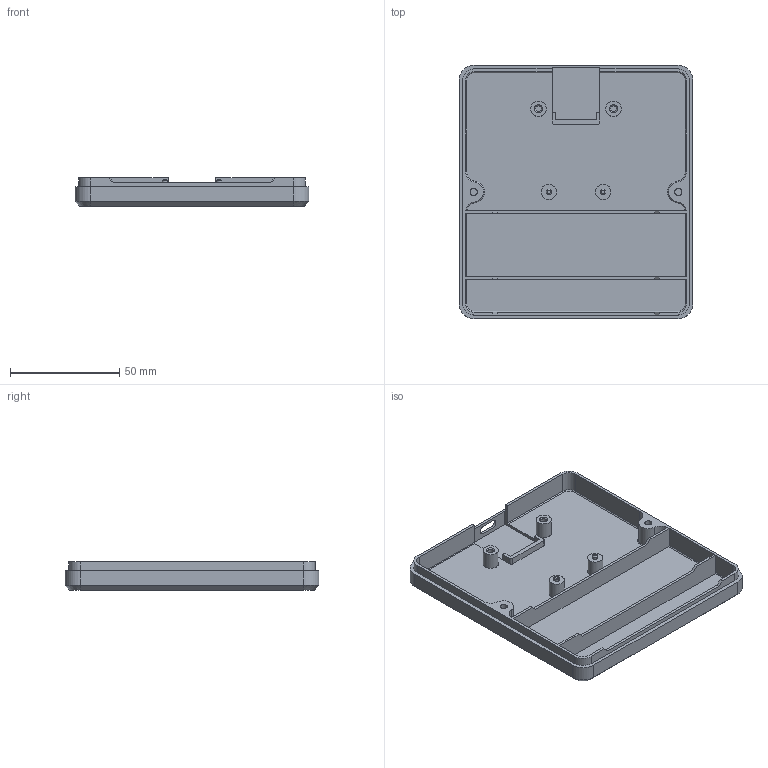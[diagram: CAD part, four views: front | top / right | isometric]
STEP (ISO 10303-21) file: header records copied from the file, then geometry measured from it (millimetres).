
FILE_DESCRIPTION(/* description */ (''),/* implementation_level */ '2;1');
FILE_NAME(/* name */ 'PlayerBottom - Exact.stp',/* time_stamp */ '2025-07-24T13:31:23-06:00',/* author */ (''),/* organization */ (''),/* preprocessor_version */ 'ST-DEVELOPER v20',/* originating_system */ 'SIEMENS PLM Software NX2412.4001',/* authorisation */ '');
FILE_SCHEMA (('AUTOMOTIVE_DESIGN { 1 0 10303 214 3 1 1 1 }'));
Length unit declared in the file: millimetre
Products named in the file (1): PlayerBottom
Bounding box: 107 x 116 x 13 mm (x, y, z)
Volume: 48568.5 mm3; surface area: 38814.4 mm2
Topology: 1 solids, 1 shells, 164 faces, 417 edges, 270 vertices
Faces by surface type: plane 88, cylinder 58, cone 18
Full cylindrical faces by diameter (mm): 2.5 x2, 2.7 x2, 3.25 x2, 7 x6
Entity records: 4857 total; most frequent: DIRECTION 859, CARTESIAN_POINT 834, ORIENTED_EDGE 794, EDGE_CURVE 397, AXIS2_PLACEMENT_3D 299, VERTEX_POINT 266, LINE 261, VECTOR 261
